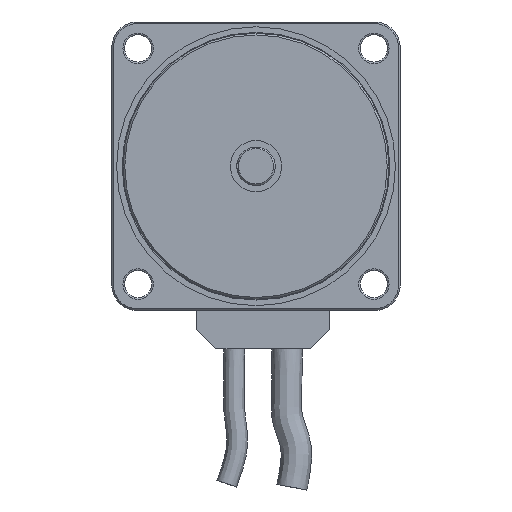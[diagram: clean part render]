
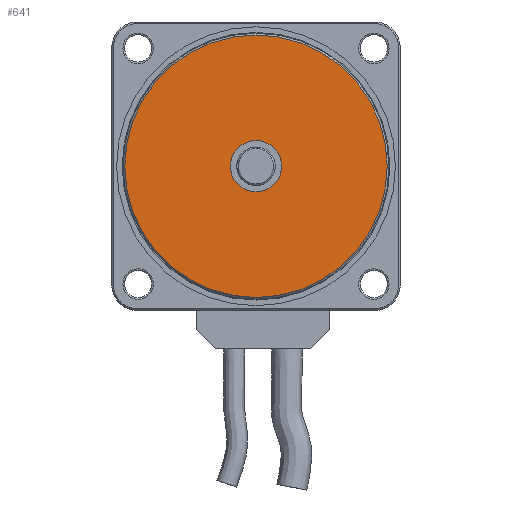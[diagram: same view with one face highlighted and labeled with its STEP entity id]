
A CAD part, front view. The second image highlights one B-rep face of the part: STEP entity #641.
In plain terms, the highlighted planar face has unit normal (0, -1, 0).
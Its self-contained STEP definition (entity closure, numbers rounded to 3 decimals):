
#641 = ADVANCED_FACE( '', ( #1550, #1551 ), #1552, .F. );
#1550 = FACE_OUTER_BOUND( '', #2774, .T. );
#1551 = FACE_BOUND( '', #2775, .T. );
#1552 = PLANE( '', #2776 );
#2774 = EDGE_LOOP( '', ( #4798 ) );
#2775 = EDGE_LOOP( '', ( #4799 ) );
#2776 = AXIS2_PLACEMENT_3D( '', #4800, #4801, #4802 );
#4798 = ORIENTED_EDGE( '', *, *, #7519, .T. );
#4799 = ORIENTED_EDGE( '', *, *, #7888, .T. );
#4800 = CARTESIAN_POINT( '', ( 0., -15.5, 0. ) );
#4801 = DIRECTION( '', ( 0., 1., 0. ) );
#4802 = DIRECTION( '', ( 0., 0., 1. ) );
#7519 = EDGE_CURVE( '', #8887, #8887, #8888, .F. );
#7888 = EDGE_CURVE( '', #9516, #9516, #9517, .T. );
#8887 = VERTEX_POINT( '', #10853 );
#8888 = CIRCLE( '', #10854, 40.95 );
#9516 = VERTEX_POINT( '', #11729 );
#9517 = CIRCLE( '', #11730, 8. );
#10853 = CARTESIAN_POINT( '', ( 0., -15.5, 40.95 ) );
#10854 = AXIS2_PLACEMENT_3D( '', #13442, #13443, #13444 );
#11729 = CARTESIAN_POINT( '', ( 8., -15.5, 0. ) );
#11730 = AXIS2_PLACEMENT_3D( '', #13899, #13900, #13901 );
#13442 = CARTESIAN_POINT( '', ( 0., -15.5, 0. ) );
#13443 = DIRECTION( '', ( 0., 1., 0. ) );
#13444 = DIRECTION( '', ( 0., 0., 1. ) );
#13899 = CARTESIAN_POINT( '', ( 0., -15.5, 0. ) );
#13900 = DIRECTION( '', ( 0., 1., 0. ) );
#13901 = DIRECTION( '', ( 1., 0., 0. ) );
